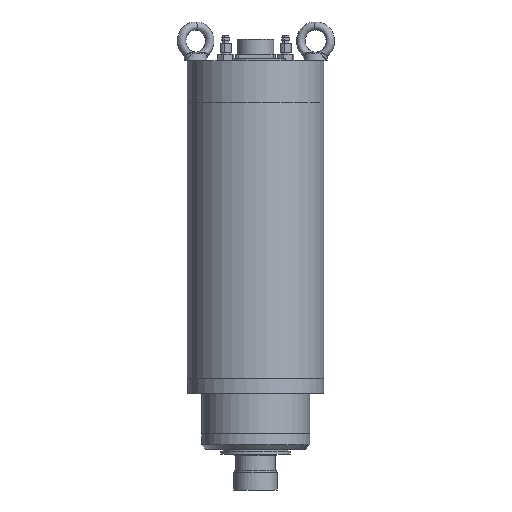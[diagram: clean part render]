
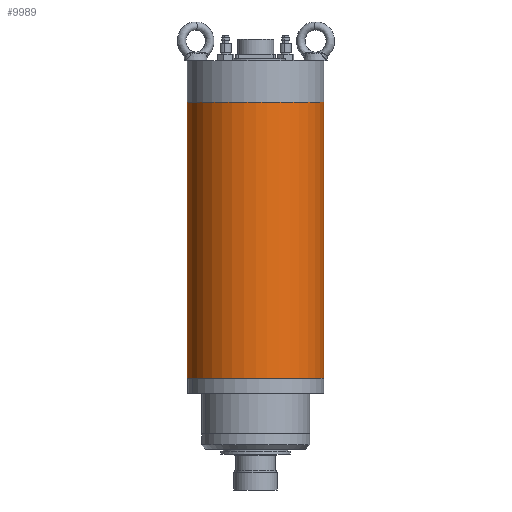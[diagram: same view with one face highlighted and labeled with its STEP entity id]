
A CAD part, front view. The second image highlights one B-rep face of the part: STEP entity #9989.
In plain terms, the highlighted cylindrical face has radius 62.5 mm (diameter 125 mm), a partial arc.
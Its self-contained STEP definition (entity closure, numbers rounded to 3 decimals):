
#78 = VECTOR ( 'NONE', #3255, 1000. ) ;
#202 = DIRECTION ( 'NONE',  ( 1., 0., 0. ) ) ;
#948 = CARTESIAN_POINT ( 'NONE',  ( 0., 0., 0. ) ) ;
#966 = VERTEX_POINT ( 'NONE', #4094 ) ;
#1008 = EDGE_CURVE ( 'NONE', #2265, #3953, #3172, .T. ) ;
#1311 = EDGE_CURVE ( 'NONE', #966, #3953, #3642, .T. ) ;
#1555 = ORIENTED_EDGE ( 'NONE', *, *, #1008, .T. ) ;
#2265 = VERTEX_POINT ( 'NONE', #6100 ) ;
#2419 = CARTESIAN_POINT ( 'NONE',  ( -62.5, 0., 253. ) ) ;
#2431 = CARTESIAN_POINT ( 'NONE',  ( -62.5, 0., 253. ) ) ;
#3172 = CIRCLE ( 'NONE', #8388, 62.5 ) ;
#3206 = DIRECTION ( 'NONE',  ( 1., 0., 0. ) ) ;
#3255 = DIRECTION ( 'NONE',  ( 0., 0., -1. ) ) ;
#3315 = DIRECTION ( 'NONE',  ( 0., 0., 1. ) ) ;
#3642 = LINE ( 'NONE', #4586, #5892 ) ;
#3953 = VERTEX_POINT ( 'NONE', #7569 ) ;
#4094 = CARTESIAN_POINT ( 'NONE',  ( 62.5, 0., 253. ) ) ;
#4413 = EDGE_CURVE ( 'NONE', #9807, #2265, #5735, .T. ) ;
#4429 = ORIENTED_EDGE ( 'NONE', *, *, #4413, .T. ) ;
#4514 = CARTESIAN_POINT ( 'NONE',  ( 0., 0., 253. ) ) ;
#4586 = CARTESIAN_POINT ( 'NONE',  ( 62.5, 0., 253. ) ) ;
#4920 = CIRCLE ( 'NONE', #8771, 62.5 ) ;
#5429 = AXIS2_PLACEMENT_3D ( 'NONE', #4514, #7043, #10235 ) ;
#5528 = ORIENTED_EDGE ( 'NONE', *, *, #1311, .F. ) ;
#5735 = LINE ( 'NONE', #2419, #78 ) ;
#5892 = VECTOR ( 'NONE', #9218, 1000. ) ;
#6100 = CARTESIAN_POINT ( 'NONE',  ( -62.5, 0., 0. ) ) ;
#6210 = FACE_OUTER_BOUND ( 'NONE', #7211, .T. ) ;
#6572 = DIRECTION ( 'NONE',  ( 0., 0., 1. ) ) ;
#7043 = DIRECTION ( 'NONE',  ( 0., 0., -1. ) ) ;
#7211 = EDGE_LOOP ( 'NONE', ( #5528, #7265, #4429, #1555 ) ) ;
#7265 = ORIENTED_EDGE ( 'NONE', *, *, #9811, .F. ) ;
#7325 = CARTESIAN_POINT ( 'NONE',  ( 0., 0., 253. ) ) ;
#7569 = CARTESIAN_POINT ( 'NONE',  ( 62.5, 0., 0. ) ) ;
#8388 = AXIS2_PLACEMENT_3D ( 'NONE', #948, #6572, #202 ) ;
#8771 = AXIS2_PLACEMENT_3D ( 'NONE', #7325, #3315, #3206 ) ;
#9218 = DIRECTION ( 'NONE',  ( 0., 0., -1. ) ) ;
#9399 = CYLINDRICAL_SURFACE ( 'NONE', #5429, 62.5 ) ;
#9807 = VERTEX_POINT ( 'NONE', #2431 ) ;
#9811 = EDGE_CURVE ( 'NONE', #9807, #966, #4920, .T. ) ;
#9989 = ADVANCED_FACE ( 'NONE', ( #6210 ), #9399, .T. ) ;
#10235 = DIRECTION ( 'NONE',  ( -1., 0., 0. ) ) ;
